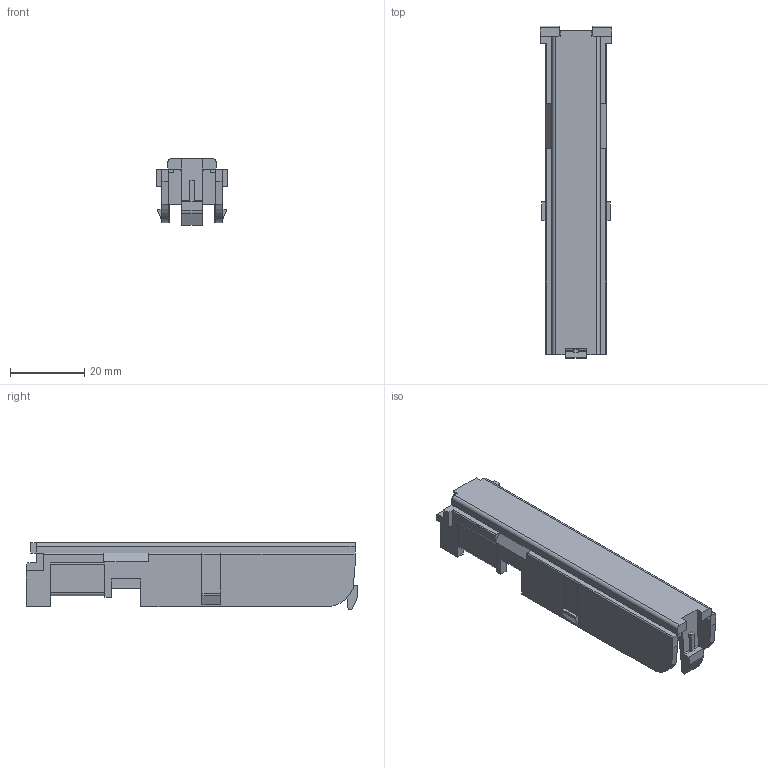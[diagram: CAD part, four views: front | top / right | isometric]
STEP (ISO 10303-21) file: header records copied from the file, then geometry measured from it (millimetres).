
FILE_DESCRIPTION(('CATIA V5 STEP Exchange','CAx-IF Rec.Pracs.--- Model Styling and Organization---1.4--- 2014-01-23'),'2;1');
FILE_NAME ('167587-1_3', '2019-10-21T12:42:23+00:00', ('none'), ('Weidmueller'), 'CATIA Version 5-6 Release 2016 SP3 HF44', 'CATIA V5 STEP AP214', 'none');
FILE_SCHEMA(('AUTOMOTIVE_DESIGN { 1 0 10303 214 1 1 1 1 }'));
Length unit declared in the file: millimetre
Products named in the file (1): 2003340000
Bounding box: 19.3 x 89.55 x 18 mm (x, y, z)
Volume: 8720 mm3; surface area: 10245.4 mm2
Topology: 1 solids, 1 shells, 155 faces, 449 edges, 296 vertices
Faces by surface type: plane 135, cylinder 20
Entity records: 4780 total; most frequent: CARTESIAN_POINT 900, ORIENTED_EDGE 898, DIRECTION 647, EDGE_CURVE 449, VECTOR 405, LINE 405, VERTEX_POINT 296, ADVANCED_FACE 155
